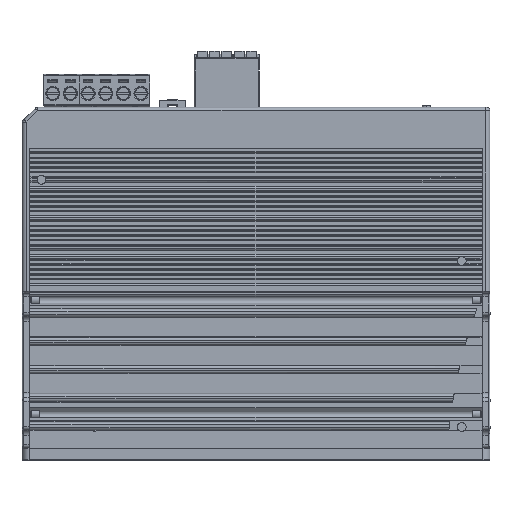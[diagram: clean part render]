
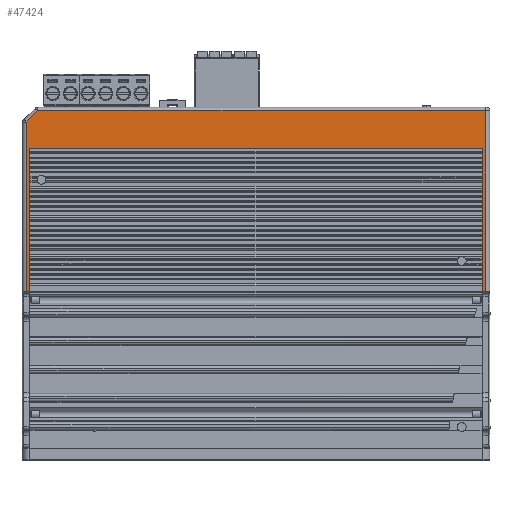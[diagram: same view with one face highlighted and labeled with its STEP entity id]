
A CAD part, front view. The second image highlights one B-rep face of the part: STEP entity #47424.
In plain terms, the highlighted planar face has unit normal (0, -1, 0).
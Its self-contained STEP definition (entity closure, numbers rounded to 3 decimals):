
#4917=DIRECTION('',(-1.,0.,0.));
#4918=VECTOR('',#4917,126.836);
#4919=CARTESIAN_POINT('',(65.,-13.6,50.25));
#4920=LINE('',#4919,#4918);
#4931=DIRECTION('',(0.,0.,1.));
#4932=VECTOR('',#4931,51.1);
#4933=CARTESIAN_POINT('',(65.,-13.6,
-0.85));
#4934=LINE('',#4933,#4932);
#4950=DIRECTION('',(0.,0.,-1.));
#4951=VECTOR('',#4950,40.55);
#4952=CARTESIAN_POINT('',(64.25,-13.6,39.7));
#4953=LINE('',#4952,#4951);
#4954=DIRECTION('',(0.,0.,1.));
#4955=VECTOR('',#4954,40.55);
#4956=CARTESIAN_POINT('',(-64.25,-13.6,-0.85));
#4957=LINE('',#4956,#4955);
#4958=DIRECTION('',(-0.707,0.,-0.707));
#4959=VECTOR('',#4958,4.475);
#4960=CARTESIAN_POINT('',(-61.836,-13.6,50.25));
#4961=LINE('',#4960,#4959);
#16594=DIRECTION('',(0.,0.,-1.));
#16595=VECTOR('',#16594,47.936);
#16596=CARTESIAN_POINT('',(-65.,-13.6,47.086));
#16597=LINE('',#16596,#16595);
#16626=DIRECTION('',(-1.,0.,0.));
#16627=VECTOR('',#16626,0.75);
#16628=CARTESIAN_POINT('',(-64.25,-13.6,-0.85));
#16629=LINE('',#16628,#16627);
#19912=DIRECTION('',(-1.,0.,0.));
#19913=VECTOR('',#19912,0.75);
#19914=CARTESIAN_POINT('',(65.,-13.6,
-0.85));
#19915=LINE('',#19914,#19913);
#21268=DIRECTION('',(-1.,0.,0.));
#21269=VECTOR('',#21268,128.5);
#21270=CARTESIAN_POINT('',(64.25,-13.6,39.7));
#21271=LINE('',#21270,#21269);
#31916=CARTESIAN_POINT('',(-64.25,-13.6,39.7));
#31918=VERTEX_POINT('',#31916);
#31920=CARTESIAN_POINT('',(-64.25,-13.6,-0.85));
#31921=VERTEX_POINT('',#31920);
#32413=CARTESIAN_POINT('',(64.25,-13.6,-0.85));
#32414=VERTEX_POINT('',#32413);
#32415=CARTESIAN_POINT('',(64.25,-13.6,39.7));
#32416=VERTEX_POINT('',#32415);
#32997=CARTESIAN_POINT('',(65.,-13.6,50.25));
#32998=VERTEX_POINT('',#32997);
#32999=CARTESIAN_POINT('',(-61.836,-13.6,50.25));
#33000=VERTEX_POINT('',#32999);
#33001=CARTESIAN_POINT('',(65.,-13.6,
-0.85));
#33002=VERTEX_POINT('',#33001);
#33003=CARTESIAN_POINT('',(-65.,-13.6,
-0.85));
#33004=VERTEX_POINT('',#33003);
#33005=CARTESIAN_POINT('',(-65.,-13.6,47.086));
#33006=VERTEX_POINT('',#33005);
#47401=CARTESIAN_POINT('',(0.,-13.6,24.7));
#47402=DIRECTION('',(0.,1.,0.));
#47403=DIRECTION('',(1.,0.,0.));
#47404=AXIS2_PLACEMENT_3D('',#47401,#47402,#47403);
#47405=PLANE('',#47404);
#47407=ORIENTED_EDGE('',*,*,#47406,.F.);
#47409=ORIENTED_EDGE('',*,*,#47408,.T.);
#47411=ORIENTED_EDGE('',*,*,#47410,.F.);
#47413=ORIENTED_EDGE('',*,*,#47412,.T.);
#47415=ORIENTED_EDGE('',*,*,#47414,.F.);
#47417=ORIENTED_EDGE('',*,*,#47416,.F.);
#47418=ORIENTED_EDGE('',*,*,#47316,.F.);
#47419=ORIENTED_EDGE('',*,*,#47380,.F.);
#47421=ORIENTED_EDGE('',*,*,#47420,.T.);
#47422=EDGE_LOOP('',(#47407,#47409,#47411,#47413,#47415,#47417,#47418,#47419,
#47421));
#47423=FACE_OUTER_BOUND('',#47422,.F.);
#47424=ADVANCED_FACE('',(#47423),#47405,.F.);
#47316=EDGE_CURVE('',#32998,#33000,#4920,.T.);
#47380=EDGE_CURVE('',#33002,#32998,#4934,.T.);
#47406=EDGE_CURVE('',#32416,#32414,#4953,.T.);
#47408=EDGE_CURVE('',#32416,#31918,#21271,.T.);
#47410=EDGE_CURVE('',#31921,#31918,#4957,.T.);
#47412=EDGE_CURVE('',#31921,#33004,#16629,.T.);
#47414=EDGE_CURVE('',#33006,#33004,#16597,.T.);
#47416=EDGE_CURVE('',#33000,#33006,#4961,.T.);
#47420=EDGE_CURVE('',#33002,#32414,#19915,.T.);
